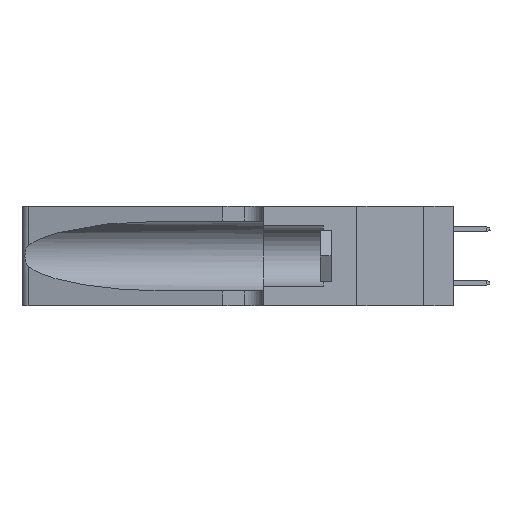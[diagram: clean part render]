
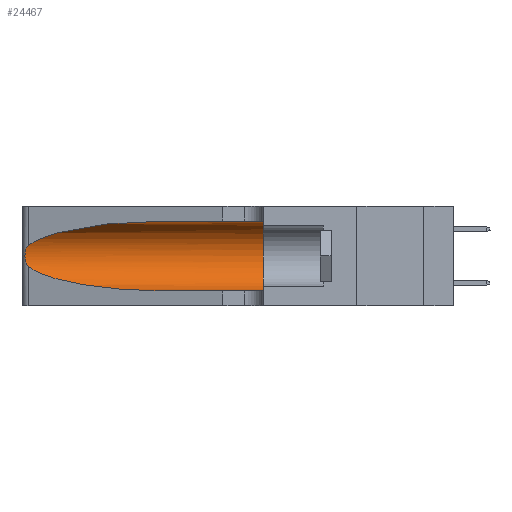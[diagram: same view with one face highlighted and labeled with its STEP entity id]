
A CAD part, left-side view. The second image highlights one B-rep face of the part: STEP entity #24467.
In plain terms, the highlighted cylindrical face has radius 3.308 mm (diameter 6.617 mm), a partial arc.
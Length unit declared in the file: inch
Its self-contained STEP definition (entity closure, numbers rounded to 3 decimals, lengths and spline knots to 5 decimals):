
#864 = CARTESIAN_POINT ( 'NONE',  ( 0.25555, 1.22993, 0.14849 ) ) ;
#1448 = DIRECTION ( 'NONE',  ( 0., -1., 0. ) ) ;
#4328 = EDGE_CURVE ( 'NONE', #32831, #27447, #24702, .T. ) ;
#4570 = CARTESIAN_POINT ( 'NONE',  ( 0.1305, 1.61858, 0.31525 ) ) ;
#5868 = DIRECTION ( 'NONE',  ( 0., 0., 1. ) ) ;
#6516 = CARTESIAN_POINT ( 'NONE',  ( 0.1305, 1.61858, 0.05475 ) ) ;
#7200 = CYLINDRICAL_SURFACE ( 'NONE', #26123, 0.13025 ) ;
#7622 = CIRCLE ( 'NONE', #13870, 0.13025 ) ;
#7722 = CARTESIAN_POINT ( 'NONE',  ( 0.25487, 1.22718, 0.14631 ) ) ;
#8308 = CARTESIAN_POINT ( 'NONE',  ( 0.1305, 0.72297, 0.31525 ) ) ;
#9160 = EDGE_CURVE ( 'NONE', #12870, #32831, #16555, .T. ) ;
#10145 = DIRECTION ( 'NONE',  ( 0., 0., -1. ) ) ;
#10351 = CARTESIAN_POINT ( 'NONE',  ( 0.25487, 1.22718, 0.22369 ) ) ;
#10664 = CARTESIAN_POINT ( 'NONE',  ( 0.25487, 1.22718, 0.22369 ) ) ;
#10847 = ORIENTED_EDGE ( 'NONE', *, *, #9160, .T. ) ;
#11164 = CARTESIAN_POINT ( 'NONE',  ( 0.1305, 0.35, 0.05475 ) ) ;
#11853 = CARTESIAN_POINT ( 'NONE',  ( 0.1305, 0.35, 0.31525 ) ) ;
#12869 = EDGE_CURVE ( 'NONE', #21151, #17836, #32559, .T. ) ;
#12870 = VERTEX_POINT ( 'NONE', #7722 ) ;
#13870 = AXIS2_PLACEMENT_3D ( 'NONE', #32449, #29700, #5868 ) ;
#13967 = EDGE_CURVE ( 'NONE', #19930, #27447, #7622, .T. ) ;
#14165 = CARTESIAN_POINT ( 'NONE',  ( 0.18966, 0.96281, 0.31525 ) ) ;
#14463 = EDGE_CURVE ( 'NONE', #17836, #12870, #17999, .T. ) ;
#14508 = CARTESIAN_POINT ( 'NONE',  ( 0.2373, 1.15595, 0.08982 ) ) ;
#14894 = CARTESIAN_POINT ( 'NONE',  ( 0.1305, 0.72297, 0.05475 ) ) ;
#15714 = CARTESIAN_POINT ( 'NONE',  ( 0.25789, 1.23486, 0.15765 ) ) ;
#16096 = CARTESIAN_POINT ( 'NONE',  ( 0.26075, 1.23896, 0.178 ) ) ;
#16555 =( BOUNDED_CURVE ( )  B_SPLINE_CURVE ( 3, ( #35211, #14508, #32678, #14894 ),
 .UNSPECIFIED., .F., .F. ) 
 B_SPLINE_CURVE_WITH_KNOTS ( ( 4, 4 ),
 ( 3.44316, 4.71239 ),
 .UNSPECIFIED. ) 
 CURVE ( )  GEOMETRIC_REPRESENTATION_ITEM ( )  RATIONAL_B_SPLINE_CURVE ( ( 1., 0.87, 0.87, 1. ) ) 
 REPRESENTATION_ITEM ( '' )  );
#17836 = VERTEX_POINT ( 'NONE', #10351 ) ;
#17999 = B_SPLINE_CURVE_WITH_KNOTS ( 'NONE', 3,
 ( #34075, #21774, #36605, #24907, #18446, #27452, #27836, #16096, #31151, #28035, #15714, #18644, #864, #33488 ),
 .UNSPECIFIED., .F., .F.,
 ( 4, 2, 2, 2, 2, 2, 4 ),
 ( 0., 0.00027, 0.00053, 0.00107, 0.0016, 0.00187, 0.00214 ),
 .UNSPECIFIED. ) ;
#18446 = CARTESIAN_POINT ( 'NONE',  ( 0.25854, 1.2359, 0.20912 ) ) ;
#18644 = CARTESIAN_POINT ( 'NONE',  ( 0.25639, 1.23186, 0.15144 ) ) ;
#19114 = CARTESIAN_POINT ( 'NONE',  ( 0.1305, 1.61858, 0.185 ) ) ;
#19930 = VERTEX_POINT ( 'NONE', #11853 ) ;
#20124 = ORIENTED_EDGE ( 'NONE', *, *, #12869, .T. ) ;
#21151 = VERTEX_POINT ( 'NONE', #32320 ) ;
#21774 = CARTESIAN_POINT ( 'NONE',  ( 0.25555, 1.22994, 0.2215 ) ) ;
#21782 = LINE ( 'NONE', #4570, #37613 ) ;
#23554 = CARTESIAN_POINT ( 'NONE',  ( 0.1305, 0.72297, 0.05475 ) ) ;
#24425 = FACE_OUTER_BOUND ( 'NONE', #30283, .T. ) ;
#24467 = ADVANCED_FACE ( 'NONE', ( #24425 ), #7200, .F. ) ;
#24702 = LINE ( 'NONE', #6516, #37277 ) ;
#24907 = CARTESIAN_POINT ( 'NONE',  ( 0.25787, 1.23484, 0.2124 ) ) ;
#25234 = ORIENTED_EDGE ( 'NONE', *, *, #36187, .F. ) ;
#25751 = ORIENTED_EDGE ( 'NONE', *, *, #13967, .F. ) ;
#26123 = AXIS2_PLACEMENT_3D ( 'NONE', #19114, #30477, #10145 ) ;
#27064 = DIRECTION ( 'NONE',  ( 0., -1., 0. ) ) ;
#27447 = VERTEX_POINT ( 'NONE', #11164 ) ;
#27452 = CARTESIAN_POINT ( 'NONE',  ( 0.26018, 1.23835, 0.19895 ) ) ;
#27836 = CARTESIAN_POINT ( 'NONE',  ( 0.26075, 1.23896, 0.19203 ) ) ;
#28035 = CARTESIAN_POINT ( 'NONE',  ( 0.25856, 1.23593, 0.16098 ) ) ;
#29700 = DIRECTION ( 'NONE',  ( 0., 1., 0. ) ) ;
#30283 = EDGE_LOOP ( 'NONE', ( #20124, #34363, #10847, #31600, #25751, #25234 ) ) ;
#30477 = DIRECTION ( 'NONE',  ( 0., -1., 0. ) ) ;
#31151 = CARTESIAN_POINT ( 'NONE',  ( 0.26017, 1.23833, 0.17102 ) ) ;
#31600 = ORIENTED_EDGE ( 'NONE', *, *, #4328, .T. ) ;
#32320 = CARTESIAN_POINT ( 'NONE',  ( 0.1305, 0.72297, 0.31525 ) ) ;
#32449 = CARTESIAN_POINT ( 'NONE',  ( 0.1305, 0.35, 0.185 ) ) ;
#32559 =( BOUNDED_CURVE ( )  B_SPLINE_CURVE ( 3, ( #8308, #14165, #34504, #10664 ),
 .UNSPECIFIED., .F., .F. ) 
 B_SPLINE_CURVE_WITH_KNOTS ( ( 4, 4 ),
 ( 1.5708, 2.84003 ),
 .UNSPECIFIED. ) 
 CURVE ( )  GEOMETRIC_REPRESENTATION_ITEM ( )  RATIONAL_B_SPLINE_CURVE ( ( 1., 0.87, 0.87, 1. ) ) 
 REPRESENTATION_ITEM ( '' )  );
#32678 = CARTESIAN_POINT ( 'NONE',  ( 0.18966, 0.96281, 0.05475 ) ) ;
#32831 = VERTEX_POINT ( 'NONE', #23554 ) ;
#33488 = CARTESIAN_POINT ( 'NONE',  ( 0.25487, 1.22718, 0.14631 ) ) ;
#34075 = CARTESIAN_POINT ( 'NONE',  ( 0.25487, 1.22718, 0.22369 ) ) ;
#34363 = ORIENTED_EDGE ( 'NONE', *, *, #14463, .T. ) ;
#34504 = CARTESIAN_POINT ( 'NONE',  ( 0.2373, 1.15595, 0.28018 ) ) ;
#35211 = CARTESIAN_POINT ( 'NONE',  ( 0.25487, 1.22718, 0.14631 ) ) ;
#36187 = EDGE_CURVE ( 'NONE', #21151, #19930, #21782, .T. ) ;
#36605 = CARTESIAN_POINT ( 'NONE',  ( 0.25639, 1.23184, 0.21858 ) ) ;
#37277 = VECTOR ( 'NONE', #27064, 39.37008 ) ;
#37613 = VECTOR ( 'NONE', #1448, 39.37008 ) ;
